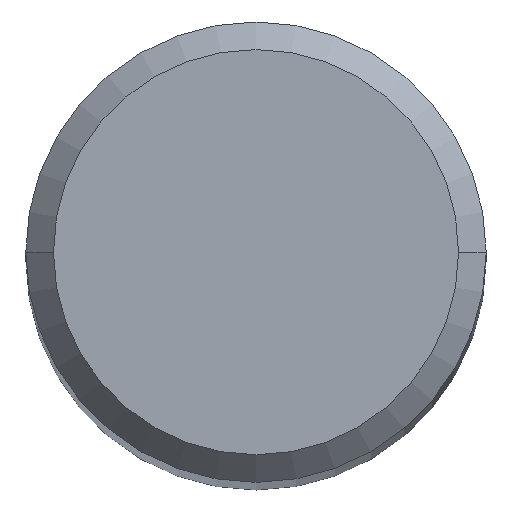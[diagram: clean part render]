
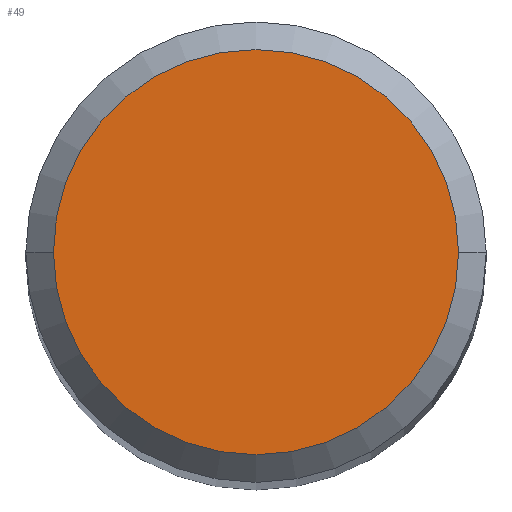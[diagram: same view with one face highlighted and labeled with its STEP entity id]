
A CAD part, top view. The second image highlights one B-rep face of the part: STEP entity #49.
In plain terms, the highlighted planar face has unit normal (0, 0, 1).
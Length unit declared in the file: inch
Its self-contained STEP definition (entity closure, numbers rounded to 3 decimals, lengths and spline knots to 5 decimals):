
#5 = CIRCLE ( 'NONE', #91, 0.11 ) ;
#14 = ORIENTED_EDGE ( 'NONE', *, *, #173, .T. ) ;
#19 = CARTESIAN_POINT ( 'NONE',  ( 0.11, 0., 2.5 ) ) ;
#41 = AXIS2_PLACEMENT_3D ( 'NONE', #71, #151, #90 ) ;
#43 = DIRECTION ( 'NONE',  ( 1., 0., 0. ) ) ;
#49 = ADVANCED_FACE ( 'NONE', ( #188 ), #65, .T. ) ;
#50 = DIRECTION ( 'NONE',  ( 0., 0., 1. ) ) ;
#55 = DIRECTION ( 'NONE',  ( 1., 0., 0. ) ) ;
#65 = PLANE ( 'NONE',  #94 ) ;
#71 = CARTESIAN_POINT ( 'NONE',  ( 0., 0., 2.5 ) ) ;
#90 = DIRECTION ( 'NONE',  ( 1., 0., 0. ) ) ;
#91 = AXIS2_PLACEMENT_3D ( 'NONE', #242, #224, #55 ) ;
#94 = AXIS2_PLACEMENT_3D ( 'NONE', #100, #50, #43 ) ;
#100 = CARTESIAN_POINT ( 'NONE',  ( 0., 0., 2.5 ) ) ;
#122 = VERTEX_POINT ( 'NONE', #164 ) ;
#123 = EDGE_CURVE ( 'NONE', #122, #158, #5, .T. ) ;
#151 = DIRECTION ( 'NONE',  ( 0., 0., 1. ) ) ;
#158 = VERTEX_POINT ( 'NONE', #19 ) ;
#159 = CIRCLE ( 'NONE', #41, 0.11 ) ;
#164 = CARTESIAN_POINT ( 'NONE',  ( -0.11, 0., 2.5 ) ) ;
#173 = EDGE_CURVE ( 'NONE', #158, #122, #159, .T. ) ;
#184 = ORIENTED_EDGE ( 'NONE', *, *, #123, .T. ) ;
#188 = FACE_OUTER_BOUND ( 'NONE', #217, .T. ) ;
#217 = EDGE_LOOP ( 'NONE', ( #184, #14 ) ) ;
#224 = DIRECTION ( 'NONE',  ( 0., 0., 1. ) ) ;
#242 = CARTESIAN_POINT ( 'NONE',  ( 0., 0., 2.5 ) ) ;
